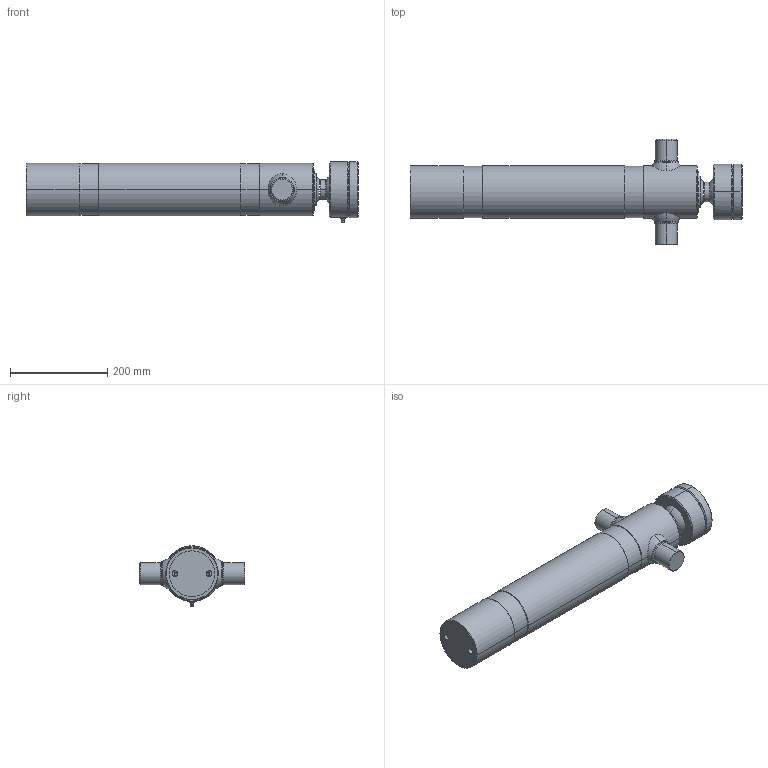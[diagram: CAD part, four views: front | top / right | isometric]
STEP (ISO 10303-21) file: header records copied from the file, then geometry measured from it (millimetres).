
FILE_DESCRIPTION (( 'STEP AP203' ), '1' );
FILE_NAME ('203.HR.STEP', '2014-10-17T08:04:06', ( '' ), ( '' ), 'SwSTEP 2.0', 'SolidWorks 2013', '' );
FILE_SCHEMA (( 'CONFIG_CONTROL_DESIGN' ));
Length unit declared in the file: millimetre
Products named in the file (1): 203.HR
Bounding box: 683 x 217 x 124.5 mm (x, y, z)
Surface area: 563504.4 mm2 (no closed solid volume)
Topology: 0 solids, 15 shells, 124 faces, 310 edges, 195 vertices
Faces by surface type: cylinder 45, cone 41, plane 22, torus 14, sphere 2
Entity records: 4174 total; most frequent: CARTESIAN_POINT 1096, DIRECTION 717, ORIENTED_EDGE 526, EDGE_CURVE 305, AXIS2_PLACEMENT_3D 299, VERTEX_POINT 192, CIRCLE 174, EDGE_LOOP 136
